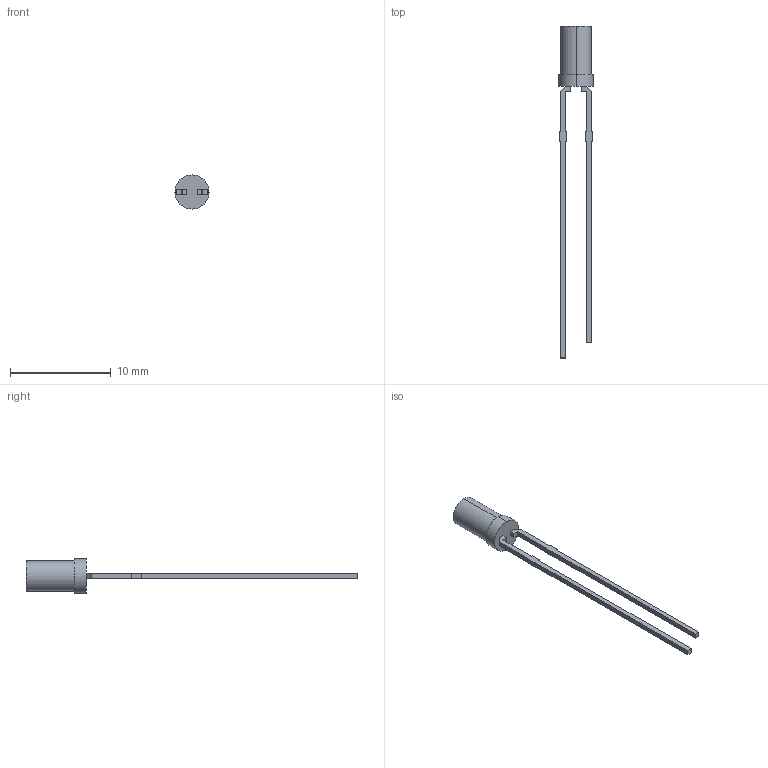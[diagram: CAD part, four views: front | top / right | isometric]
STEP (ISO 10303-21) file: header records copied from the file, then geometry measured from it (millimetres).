
FILE_DESCRIPTION (( 'STEP AP214' ), '1' );
FILE_NAME ('WP424IDT.STEP', '2024-06-02T15:33:59', ( '' ), ( '' ), 'SwSTEP 2.0', 'SolidWorks 2022', '' );
FILE_SCHEMA (( 'AUTOMOTIVE_DESIGN' ));
Length unit declared in the file: millimetre
Products named in the file (1): WP424IDT
Bounding box: 3.4 x 33 x 3.4 mm (x, y, z)
Volume: 58.3 mm3; surface area: 184.3 mm2
Topology: 1 solids, 1 shells, 322 faces, 867 edges, 578 vertices
Faces by surface type: plane 202, bspline 116, cylinder 4
Entity records: 15973 total; most frequent: CARTESIAN_POINT 8156, ORIENTED_EDGE 1734, DIRECTION 1057, EDGE_CURVE 867, VECTOR 627, LINE 627, VERTEX_POINT 578, EDGE_LOOP 353
